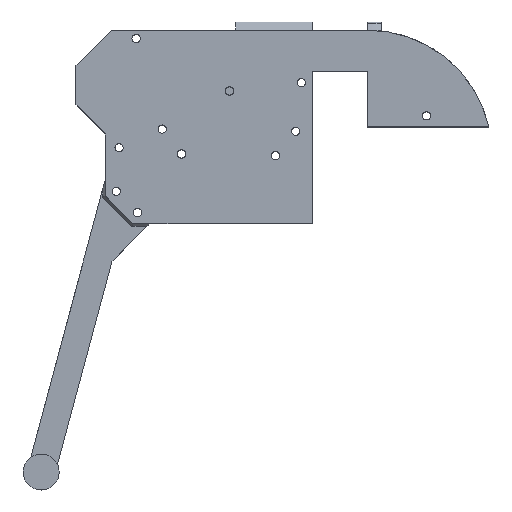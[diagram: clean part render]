
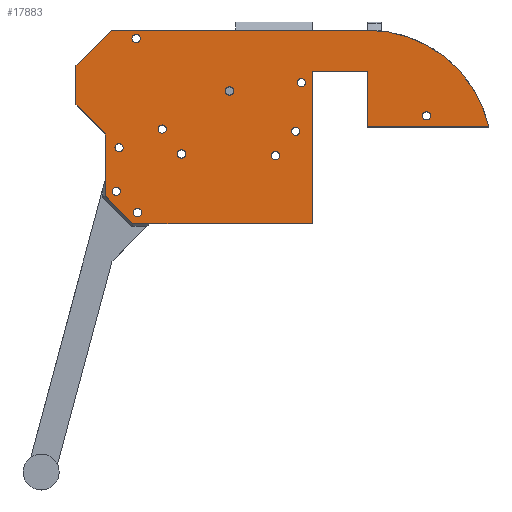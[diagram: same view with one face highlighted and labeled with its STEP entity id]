
A CAD part, top view. The second image highlights one B-rep face of the part: STEP entity #17883.
In plain terms, the highlighted planar face has unit normal (0, 0, 1).
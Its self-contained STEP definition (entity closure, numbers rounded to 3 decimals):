
#338=FACE_BOUND('',#3353,.T.);
#339=FACE_BOUND('',#3354,.T.);
#340=FACE_BOUND('',#3355,.T.);
#341=FACE_BOUND('',#3356,.T.);
#342=FACE_BOUND('',#3357,.T.);
#343=FACE_BOUND('',#3358,.T.);
#344=FACE_BOUND('',#3359,.T.);
#345=FACE_BOUND('',#3360,.T.);
#346=FACE_BOUND('',#3361,.T.);
#347=FACE_BOUND('',#3362,.T.);
#348=FACE_BOUND('',#3363,.T.);
#1379=CIRCLE('',#19620,1.5);
#1381=CIRCLE('',#19623,1.5);
#1383=CIRCLE('',#19626,1.5);
#1385=CIRCLE('',#19629,1.5);
#1387=CIRCLE('',#19632,1.5);
#1390=CIRCLE('',#19636,1.5);
#1392=CIRCLE('',#19639,1.5);
#1394=CIRCLE('',#19642,1.5);
#1396=CIRCLE('',#19645,1.5);
#1398=CIRCLE('',#19648,1.5);
#1400=CIRCLE('',#19651,1.5);
#1401=CIRCLE('',#19656,45.);
#2311=FACE_OUTER_BOUND('',#3352,.T.);
#3352=EDGE_LOOP('',(#16379,#16380,#16381,#16382,#16383,#16384,#16385,#16386,
#16387,#16388,#16389,#16390));
#3353=EDGE_LOOP('',(#16391));
#3354=EDGE_LOOP('',(#16392));
#3355=EDGE_LOOP('',(#16393));
#3356=EDGE_LOOP('',(#16394));
#3357=EDGE_LOOP('',(#16395));
#3358=EDGE_LOOP('',(#16396));
#3359=EDGE_LOOP('',(#16397));
#3360=EDGE_LOOP('',(#16398));
#3361=EDGE_LOOP('',(#16399));
#3362=EDGE_LOOP('',(#16400));
#3363=EDGE_LOOP('',(#16401));
#5150=LINE('',#30701,#6958);
#5154=LINE('',#30709,#6962);
#5157=LINE('',#30715,#6965);
#5161=LINE('',#30727,#6969);
#5164=LINE('',#30733,#6972);
#5167=LINE('',#30739,#6975);
#5170=LINE('',#30745,#6978);
#5173=LINE('',#30751,#6981);
#5176=LINE('',#30757,#6984);
#5179=LINE('',#30763,#6987);
#5182=LINE('',#30768,#6990);
#6958=VECTOR('',#24718,10.);
#6962=VECTOR('',#24724,10.);
#6965=VECTOR('',#24729,10.);
#6969=VECTOR('',#24741,10.);
#6972=VECTOR('',#24746,10.);
#6975=VECTOR('',#24751,10.);
#6978=VECTOR('',#24756,10.);
#6981=VECTOR('',#24761,10.);
#6984=VECTOR('',#24766,10.);
#6987=VECTOR('',#24771,10.);
#6990=VECTOR('',#24776,10.);
#8657=VERTEX_POINT('',#30633);
#8659=VERTEX_POINT('',#30639);
#8661=VERTEX_POINT('',#30645);
#8663=VERTEX_POINT('',#30651);
#8665=VERTEX_POINT('',#30657);
#8668=VERTEX_POINT('',#30665);
#8670=VERTEX_POINT('',#30671);
#8672=VERTEX_POINT('',#30677);
#8674=VERTEX_POINT('',#30683);
#8676=VERTEX_POINT('',#30689);
#8678=VERTEX_POINT('',#30695);
#8679=VERTEX_POINT('',#30699);
#8680=VERTEX_POINT('',#30700);
#8683=VERTEX_POINT('',#30708);
#8685=VERTEX_POINT('',#30714);
#8687=VERTEX_POINT('',#30720);
#8689=VERTEX_POINT('',#30726);
#8691=VERTEX_POINT('',#30732);
#8693=VERTEX_POINT('',#30738);
#8695=VERTEX_POINT('',#30744);
#8697=VERTEX_POINT('',#30750);
#8699=VERTEX_POINT('',#30756);
#8701=VERTEX_POINT('',#30762);
#11208=EDGE_CURVE('',#8657,#8657,#1379,.T.);
#11211=EDGE_CURVE('',#8659,#8659,#1381,.T.);
#11214=EDGE_CURVE('',#8661,#8661,#1383,.T.);
#11217=EDGE_CURVE('',#8663,#8663,#1385,.T.);
#11220=EDGE_CURVE('',#8665,#8665,#1387,.T.);
#11225=EDGE_CURVE('',#8668,#8668,#1390,.T.);
#11228=EDGE_CURVE('',#8670,#8670,#1392,.T.);
#11231=EDGE_CURVE('',#8672,#8672,#1394,.T.);
#11234=EDGE_CURVE('',#8674,#8674,#1396,.T.);
#11237=EDGE_CURVE('',#8676,#8676,#1398,.T.);
#11240=EDGE_CURVE('',#8678,#8678,#1400,.T.);
#11241=EDGE_CURVE('',#8679,#8680,#5150,.T.);
#11245=EDGE_CURVE('',#8679,#8683,#5154,.T.);
#11248=EDGE_CURVE('',#8683,#8685,#5157,.T.);
#11251=EDGE_CURVE('',#8685,#8687,#1401,.T.);
#11254=EDGE_CURVE('',#8687,#8689,#5161,.T.);
#11257=EDGE_CURVE('',#8691,#8689,#5164,.T.);
#11260=EDGE_CURVE('',#8693,#8691,#5167,.T.);
#11263=EDGE_CURVE('',#8693,#8695,#5170,.T.);
#11266=EDGE_CURVE('',#8695,#8697,#5173,.T.);
#11269=EDGE_CURVE('',#8699,#8697,#5176,.T.);
#11272=EDGE_CURVE('',#8699,#8701,#5179,.T.);
#11275=EDGE_CURVE('',#8701,#8680,#5182,.T.);
#16379=ORIENTED_EDGE('',*,*,#11275,.T.);
#16380=ORIENTED_EDGE('',*,*,#11241,.F.);
#16381=ORIENTED_EDGE('',*,*,#11245,.T.);
#16382=ORIENTED_EDGE('',*,*,#11248,.T.);
#16383=ORIENTED_EDGE('',*,*,#11251,.T.);
#16384=ORIENTED_EDGE('',*,*,#11254,.T.);
#16385=ORIENTED_EDGE('',*,*,#11257,.F.);
#16386=ORIENTED_EDGE('',*,*,#11260,.F.);
#16387=ORIENTED_EDGE('',*,*,#11263,.T.);
#16388=ORIENTED_EDGE('',*,*,#11266,.T.);
#16389=ORIENTED_EDGE('',*,*,#11269,.F.);
#16390=ORIENTED_EDGE('',*,*,#11272,.T.);
#16391=ORIENTED_EDGE('',*,*,#11208,.T.);
#16392=ORIENTED_EDGE('',*,*,#11211,.T.);
#16393=ORIENTED_EDGE('',*,*,#11214,.T.);
#16394=ORIENTED_EDGE('',*,*,#11217,.T.);
#16395=ORIENTED_EDGE('',*,*,#11220,.T.);
#16396=ORIENTED_EDGE('',*,*,#11240,.T.);
#16397=ORIENTED_EDGE('',*,*,#11237,.T.);
#16398=ORIENTED_EDGE('',*,*,#11234,.T.);
#16399=ORIENTED_EDGE('',*,*,#11231,.T.);
#16400=ORIENTED_EDGE('',*,*,#11228,.T.);
#16401=ORIENTED_EDGE('',*,*,#11225,.T.);
#16973=PLANE('',#19666);
#17883=ADVANCED_FACE('',(#2311,#338,#339,#340,#341,#342,#343,#344,#345,
#346,#347,#348),#16973,.T.);
#19620=AXIS2_PLACEMENT_3D('',#30634,#24641,#24642);
#19623=AXIS2_PLACEMENT_3D('',#30640,#24648,#24649);
#19626=AXIS2_PLACEMENT_3D('',#30646,#24655,#24656);
#19629=AXIS2_PLACEMENT_3D('',#30652,#24662,#24663);
#19632=AXIS2_PLACEMENT_3D('',#30658,#24669,#24670);
#19636=AXIS2_PLACEMENT_3D('',#30667,#24679,#24680);
#19639=AXIS2_PLACEMENT_3D('',#30673,#24686,#24687);
#19642=AXIS2_PLACEMENT_3D('',#30679,#24693,#24694);
#19645=AXIS2_PLACEMENT_3D('',#30685,#24700,#24701);
#19648=AXIS2_PLACEMENT_3D('',#30691,#24707,#24708);
#19651=AXIS2_PLACEMENT_3D('',#30697,#24714,#24715);
#19656=AXIS2_PLACEMENT_3D('',#30721,#24734,#24735);
#19666=AXIS2_PLACEMENT_3D('',#30770,#24778,#24779);
#24641=DIRECTION('center_axis',(0.,0.,-1.));
#24642=DIRECTION('ref_axis',(1.,0.,0.));
#24648=DIRECTION('center_axis',(0.,0.,-1.));
#24649=DIRECTION('ref_axis',(1.,0.,0.));
#24655=DIRECTION('center_axis',(0.,0.,-1.));
#24656=DIRECTION('ref_axis',(1.,0.,0.));
#24662=DIRECTION('center_axis',(0.,0.,-1.));
#24663=DIRECTION('ref_axis',(1.,0.,0.));
#24669=DIRECTION('center_axis',(0.,0.,-1.));
#24670=DIRECTION('ref_axis',(1.,0.,0.));
#24679=DIRECTION('center_axis',(0.,0.,-1.));
#24680=DIRECTION('ref_axis',(1.,0.,0.));
#24686=DIRECTION('center_axis',(0.,0.,-1.));
#24687=DIRECTION('ref_axis',(1.,0.,0.));
#24693=DIRECTION('center_axis',(0.,0.,-1.));
#24694=DIRECTION('ref_axis',(1.,0.,0.));
#24700=DIRECTION('center_axis',(0.,0.,-1.));
#24701=DIRECTION('ref_axis',(1.,0.,0.));
#24707=DIRECTION('center_axis',(0.,0.,-1.));
#24708=DIRECTION('ref_axis',(1.,0.,0.));
#24714=DIRECTION('center_axis',(0.,0.,-1.));
#24715=DIRECTION('ref_axis',(1.,0.,0.));
#24718=DIRECTION('',(-1.,0.,0.));
#24724=DIRECTION('',(0.,-1.,0.));
#24729=DIRECTION('',(1.,0.,0.));
#24734=DIRECTION('center_axis',(0.,0.,1.));
#24735=DIRECTION('ref_axis',(0.975,0.222,0.));
#24741=DIRECTION('',(-1.,0.,0.));
#24746=DIRECTION('',(0.707,0.707,0.));
#24751=DIRECTION('',(0.,1.,0.));
#24756=DIRECTION('',(0.707,-0.707,0.));
#24761=DIRECTION('',(0.,-1.,0.));
#24766=DIRECTION('',(-0.707,0.707,0.));
#24771=DIRECTION('',(1.,0.,0.));
#24776=DIRECTION('',(0.,1.,0.));
#24778=DIRECTION('center_axis',(0.,0.,1.));
#24779=DIRECTION('ref_axis',(1.,0.,0.));
#30633=CARTESIAN_POINT('',(-48.876,-9.819,0.));
#30634=CARTESIAN_POINT('Origin',(-47.376,-9.819,0.));
#30639=CARTESIAN_POINT('',(-14.88,-10.375,0.));
#30640=CARTESIAN_POINT('Origin',(-13.38,-10.375,0.));
#30645=CARTESIAN_POINT('',(-55.908,-0.795,0.));
#30646=CARTESIAN_POINT('Origin',(-54.408,-0.795,0.));
#30651=CARTESIAN_POINT('',(-7.557,-1.586,0.));
#30652=CARTESIAN_POINT('Origin',(-6.057,-1.586,0.));
#30657=CARTESIAN_POINT('',(-31.5,13.,0.));
#30658=CARTESIAN_POINT('Origin',(-30.,13.,0.));
#30665=CARTESIAN_POINT('',(-72.5,-23.343,0.));
#30667=CARTESIAN_POINT('Origin',(-71.,-23.343,0.));
#30671=CARTESIAN_POINT('',(-65.336,32.,0.));
#30673=CARTESIAN_POINT('Origin',(-63.836,32.,0.));
#30677=CARTESIAN_POINT('',(-64.843,-31.,0.));
#30679=CARTESIAN_POINT('Origin',(-63.343,-31.,0.));
#30683=CARTESIAN_POINT('',(-71.5,-7.574,0.));
#30685=CARTESIAN_POINT('Origin',(-70.,-7.574,0.));
#30689=CARTESIAN_POINT('',(39.784,4.,0.));
#30691=CARTESIAN_POINT('Origin',(41.284,4.,0.));
#30695=CARTESIAN_POINT('',(-5.5,16.,0.));
#30697=CARTESIAN_POINT('Origin',(-4.,16.,0.));
#30699=CARTESIAN_POINT('',(20.,20.,0.));
#30700=CARTESIAN_POINT('',(0.,20.,0.));
#30701=CARTESIAN_POINT('',(20.,20.,0.));
#30708=CARTESIAN_POINT('',(20.,0.,0.));
#30709=CARTESIAN_POINT('',(20.,20.,0.));
#30714=CARTESIAN_POINT('',(63.875,0.,0.));
#30715=CARTESIAN_POINT('',(20.,0.,0.));
#30720=CARTESIAN_POINT('',(20.,35.,0.));
#30721=CARTESIAN_POINT('Origin',(20.,-10.,0.));
#30726=CARTESIAN_POINT('',(-72.782,35.,0.));
#30727=CARTESIAN_POINT('',(20.,35.,0.));
#30732=CARTESIAN_POINT('',(-85.607,22.175,0.));
#30733=CARTESIAN_POINT('',(-85.607,22.175,0.));
#30738=CARTESIAN_POINT('',(-85.607,8.033,0.));
#30739=CARTESIAN_POINT('',(-85.607,8.033,0.));
#30744=CARTESIAN_POINT('',(-75.,-2.574,0.));
#30745=CARTESIAN_POINT('',(-85.607,8.033,0.));
#30750=CARTESIAN_POINT('',(-75.,-25.,0.));
#30751=CARTESIAN_POINT('',(-75.,-2.574,0.));
#30756=CARTESIAN_POINT('',(-65.,-35.,0.));
#30757=CARTESIAN_POINT('',(-65.,-35.,0.));
#30762=CARTESIAN_POINT('',(0.,-35.,0.));
#30763=CARTESIAN_POINT('',(-75.,-35.,0.));
#30768=CARTESIAN_POINT('',(0.,0.,0.));
#30770=CARTESIAN_POINT('Origin',(-10.866,0.,
0.));
